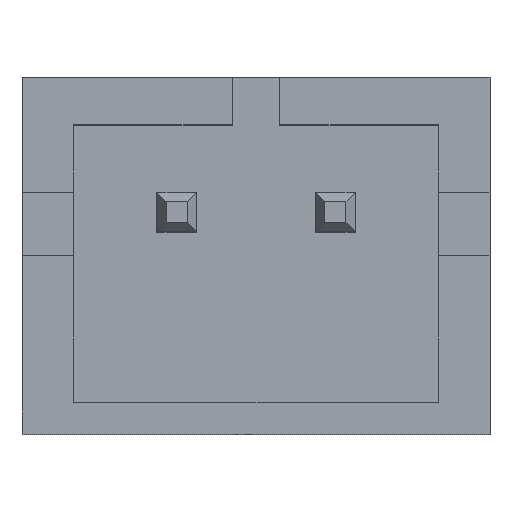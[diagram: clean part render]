
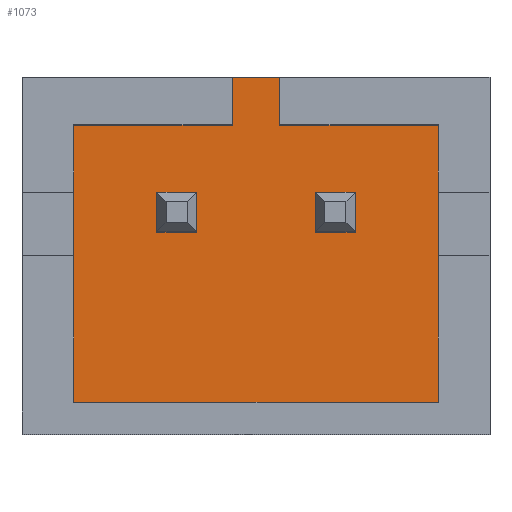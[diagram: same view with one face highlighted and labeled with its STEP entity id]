
A CAD part, top view. The second image highlights one B-rep face of the part: STEP entity #1073.
In plain terms, the highlighted planar face has unit normal (0, 0, 1).
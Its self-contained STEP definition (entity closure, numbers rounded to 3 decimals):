
#18=CARTESIAN_POINT('',(0.75,0.25,1.75));
#19=VERTEX_POINT('',#18);
#34=CARTESIAN_POINT('',(1.25,0.25,1.75));
#35=VERTEX_POINT('',#34);
#42=CARTESIAN_POINT('',(1.0,0.25,1.75));
#43=DIRECTION('',(-1.0,0.0,0.0));
#44=VECTOR('',#43,1.0);
#45=LINE('',#42,#44);
#46=EDGE_CURVE('n� 1271',#35,#19,#45,.T.);
#58=CARTESIAN_POINT('',(-1.25,0.25,1.75));
#59=VERTEX_POINT('',#58);
#74=CARTESIAN_POINT('',(-0.75,0.25,1.75));
#75=VERTEX_POINT('',#74);
#82=CARTESIAN_POINT('',(-1.0,0.25,1.75));
#83=DIRECTION('',(-1.0,0.0,0.0));
#84=VECTOR('',#83,1.0);
#85=LINE('',#82,#84);
#86=EDGE_CURVE('n� 1251',#75,#59,#85,.T.);
#185=CARTESIAN_POINT('',(1.25,-0.25,1.75));
#186=VERTEX_POINT('',#185);
#193=CARTESIAN_POINT('',(1.25,-0.0,1.75));
#194=DIRECTION('',(0.,1.0,0.0));
#195=VECTOR('',#194,1.0);
#196=LINE('',#193,#195);
#197=EDGE_CURVE('n� 1191',#186,#35,#196,.T.);
#249=CARTESIAN_POINT('',(0.75,-0.25,1.75));
#250=VERTEX_POINT('',#249);
#264=CARTESIAN_POINT('',(0.75,-0.0,1.75));
#265=DIRECTION('',(0.,-1.0,-0.0));
#266=VECTOR('',#265,1.0);
#267=LINE('',#264,#266);
#268=EDGE_CURVE('n� 1151',#19,#250,#267,.T.);
#287=CARTESIAN_POINT('',(-0.75,-0.25,1.75));
#288=VERTEX_POINT('',#287);
#295=CARTESIAN_POINT('',(-0.75,-0.0,1.75));
#296=DIRECTION('',(0.,1.0,0.0));
#297=VECTOR('',#296,1.0);
#298=LINE('',#295,#297);
#299=EDGE_CURVE('n� 1131',#288,#75,#298,.T.);
#351=CARTESIAN_POINT('',(-1.25,-0.25,1.75));
#352=VERTEX_POINT('',#351);
#366=CARTESIAN_POINT('',(-1.25,-0.0,1.75));
#367=DIRECTION('',(0.,-1.0,-0.0));
#368=VECTOR('',#367,1.0);
#369=LINE('',#366,#368);
#370=EDGE_CURVE('n� 1091',#59,#352,#369,.T.);
#546=CARTESIAN_POINT('',(0.0,-0.25,1.75));
#547=DIRECTION('',(1.0,0.0,0.0));
#548=VECTOR('',#547,1.0);
#549=LINE('',#546,#548);
#550=EDGE_CURVE('n� 592',#250,#186,#549,.T.);
#568=CARTESIAN_POINT('',(0.0,-0.25,1.75));
#569=DIRECTION('',(1.0,0.0,0.0));
#570=VECTOR('',#569,1.0);
#571=LINE('',#568,#570);
#572=EDGE_CURVE('n� 588',#352,#288,#571,.T.);
#798=CARTESIAN_POINT('',(-0.3,1.1,1.75));
#799=VERTEX_POINT('',#798);
#848=CARTESIAN_POINT('',(-2.3,1.1,1.75));
#849=VERTEX_POINT('',#848);
#856=CARTESIAN_POINT('',(0.0,1.1,1.75));
#857=DIRECTION('',(1.0,0.0,0.0));
#858=VECTOR('',#857,1.0);
#859=LINE('',#856,#858);
#860=EDGE_CURVE('n� 601',#849,#799,#859,.T.);
#872=CARTESIAN_POINT('',(2.3,-2.4,1.75));
#873=VERTEX_POINT('',#872);
#880=CARTESIAN_POINT('',(-2.3,-2.4,1.75));
#881=VERTEX_POINT('',#880);
#882=CARTESIAN_POINT('',(0.0,-2.4,1.75));
#883=DIRECTION('',(-1.0,0.0,0.0));
#884=VECTOR('',#883,1.0);
#885=LINE('',#882,#884);
#886=EDGE_CURVE('n� 603',#873,#881,#885,.T.);
#1008=ORIENTED_EDGE('',*,*,#370,.F.);
#1009=ORIENTED_EDGE('',*,*,#86,.F.);
#1010=ORIENTED_EDGE('',*,*,#299,.F.);
#1011=ORIENTED_EDGE('',*,*,#572,.F.);
#1012=EDGE_LOOP('',(#1008,#1009,#1010,#1011));
#1013=FACE_OUTER_BOUND('',#1012,.T.);
#1014=ORIENTED_EDGE('',*,*,#268,.F.);
#1015=ORIENTED_EDGE('',*,*,#46,.F.);
#1016=ORIENTED_EDGE('',*,*,#197,.F.);
#1017=ORIENTED_EDGE('',*,*,#550,.F.);
#1018=EDGE_LOOP('',(#1014,#1015,#1016,#1017));
#1019=FACE_BOUND('',#1018,.T.);
#1020=CARTESIAN_POINT('',(2.3,1.1,1.75));
#1021=VERTEX_POINT('',#1020);
#1022=CARTESIAN_POINT('',(0.3,1.1,1.75));
#1023=VERTEX_POINT('',#1022);
#1024=CARTESIAN_POINT('',(1.3,1.1,1.75));
#1025=DIRECTION('',(-1.0,0.,0.0));
#1026=VECTOR('',#1025,1.0);
#1027=LINE('',#1024,#1026);
#1028=EDGE_CURVE('n� 134',#1021,#1023,#1027,.T.);
#1029=ORIENTED_EDGE('',*,*,#1028,.T.);
#1030=CARTESIAN_POINT('',(0.3,1.7,1.75));
#1031=VERTEX_POINT('',#1030);
#1032=CARTESIAN_POINT('',(0.3,1.4,1.75));
#1033=DIRECTION('',(0.,1.0,0.));
#1034=VECTOR('',#1033,1.0);
#1035=LINE('',#1032,#1034);
#1036=EDGE_CURVE('n� 395',#1023,#1031,#1035,.T.);
#1037=ORIENTED_EDGE('',*,*,#1036,.T.);
#1038=CARTESIAN_POINT('',(-0.3,1.7,1.75));
#1039=VERTEX_POINT('',#1038);
#1040=CARTESIAN_POINT('',(0.0,1.7,1.75));
#1041=DIRECTION('',(1.0,0.0,0.0));
#1042=VECTOR('',#1041,1.0);
#1043=LINE('',#1040,#1042);
#1044=EDGE_CURVE('n� 599',#1039,#1031,#1043,.T.);
#1045=ORIENTED_EDGE('',*,*,#1044,.F.);
#1046=CARTESIAN_POINT('',(-0.3,1.4,1.75));
#1047=DIRECTION('',(0.,-1.0,0.));
#1048=VECTOR('',#1047,1.0);
#1049=LINE('',#1046,#1048);
#1050=EDGE_CURVE('n� 567',#1039,#799,#1049,.T.);
#1051=ORIENTED_EDGE('',*,*,#1050,.T.);
#1052=ORIENTED_EDGE('',*,*,#860,.F.);
#1053=CARTESIAN_POINT('',(-2.3,-0.35,1.75));
#1054=DIRECTION('',(0.0,-1.0,-0.0));
#1055=VECTOR('',#1054,1.0);
#1056=LINE('',#1053,#1055);
#1057=EDGE_CURVE('n� 172',#849,#881,#1056,.T.);
#1058=ORIENTED_EDGE('',*,*,#1057,.T.);
#1059=ORIENTED_EDGE('',*,*,#886,.F.);
#1060=CARTESIAN_POINT('',(2.3,-0.35,1.75));
#1061=DIRECTION('',(0.0,1.0,0.0));
#1062=VECTOR('',#1061,1.0);
#1063=LINE('',#1060,#1062);
#1064=EDGE_CURVE('n� 306',#873,#1021,#1063,.T.);
#1065=ORIENTED_EDGE('',*,*,#1064,.T.);
#1066=EDGE_LOOP('',(#1029,#1037,#1045,#1051,#1052,#1058,#1059,#1065));
#1067=FACE_BOUND('',#1066,.T.);
#1068=CARTESIAN_POINT('',(-2.3,-2.4,1.75));
#1069=DIRECTION('',(0.0,0.0,-1.0));
#1070=DIRECTION('',(0.0,1.0,0.0));
#1071=AXIS2_PLACEMENT_3D('',#1068,#1069,#1070);
#1072=PLANE('',#1071);
#1073=ADVANCED_FACE('n� 584',(#1013,#1019,#1067),#1072,.F.);
